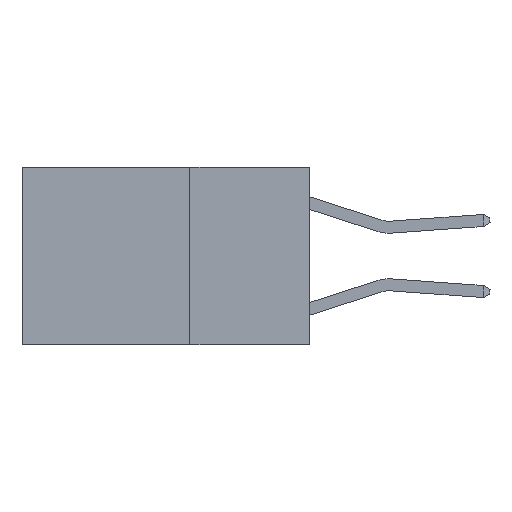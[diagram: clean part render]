
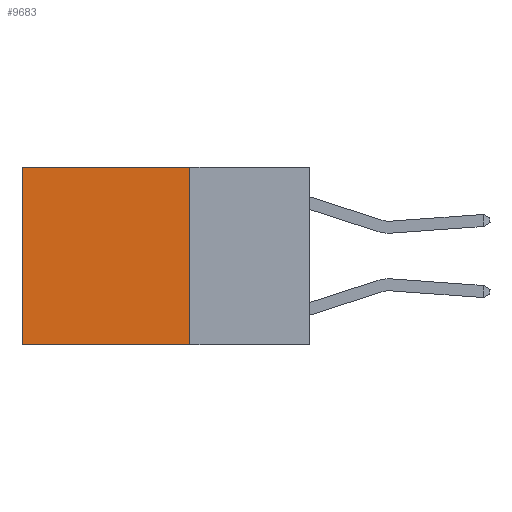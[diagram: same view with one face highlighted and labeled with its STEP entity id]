
A CAD part, left-side view. The second image highlights one B-rep face of the part: STEP entity #9683.
In plain terms, the highlighted planar face has unit normal (-1, 0, 0).
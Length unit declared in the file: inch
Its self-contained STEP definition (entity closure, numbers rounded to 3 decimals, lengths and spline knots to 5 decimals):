
#150 = CARTESIAN_POINT ( 'NONE',  ( 0.2625, 0.25, -0.37 ) ) ;
#336 = CARTESIAN_POINT ( 'NONE',  ( 0.2625, 0.6, -0.37 ) ) ;
#594 = VECTOR ( 'NONE', #15024, 39.37008 ) ;
#1867 = CARTESIAN_POINT ( 'NONE',  ( 0.2625, 0.25, 0. ) ) ;
#2237 = VERTEX_POINT ( 'NONE', #16566 ) ;
#2597 = EDGE_CURVE ( 'NONE', #11420, #2237, #10567, .T. ) ;
#3810 = VERTEX_POINT ( 'NONE', #336 ) ;
#4407 = PLANE ( 'NONE',  #8333 ) ;
#4449 = LINE ( 'NONE', #11702, #17819 ) ;
#6024 = DIRECTION ( 'NONE',  ( 0., 1., 0. ) ) ;
#6490 = CARTESIAN_POINT ( 'NONE',  ( 0.2625, 0.25, 0. ) ) ;
#6517 = EDGE_LOOP ( 'NONE', ( #7623, #18248, #7086, #8779 ) ) ;
#6562 = EDGE_CURVE ( 'NONE', #2237, #3810, #4449, .T. ) ;
#7086 = ORIENTED_EDGE ( 'NONE', *, *, #7392, .F. ) ;
#7127 = DIRECTION ( 'NONE',  ( 0., 0., -1. ) ) ;
#7134 = CARTESIAN_POINT ( 'NONE',  ( 0.2625, 0.25, 0. ) ) ;
#7220 = CARTESIAN_POINT ( 'NONE',  ( 0.2625, 0.25, -0.37 ) ) ;
#7392 = EDGE_CURVE ( 'NONE', #11420, #8429, #15859, .T. ) ;
#7623 = ORIENTED_EDGE ( 'NONE', *, *, #6562, .T. ) ;
#7997 = EDGE_CURVE ( 'NONE', #8429, #3810, #15880, .T. ) ;
#8333 = AXIS2_PLACEMENT_3D ( 'NONE', #7134, #17393, #8565 ) ;
#8429 = VERTEX_POINT ( 'NONE', #7220 ) ;
#8565 = DIRECTION ( 'NONE',  ( 0., 0., -1. ) ) ;
#8779 = ORIENTED_EDGE ( 'NONE', *, *, #2597, .T. ) ;
#9654 = VECTOR ( 'NONE', #6024, 39.37008 ) ;
#9683 = ADVANCED_FACE ( 'NONE', ( #17485 ), #4407, .F. ) ;
#10070 = CARTESIAN_POINT ( 'NONE',  ( 0.2625, 0.25, 0. ) ) ;
#10198 = DIRECTION ( 'NONE',  ( 0., 0., -1. ) ) ;
#10567 = LINE ( 'NONE', #1867, #594 ) ;
#11420 = VERTEX_POINT ( 'NONE', #6490 ) ;
#11702 = CARTESIAN_POINT ( 'NONE',  ( 0.2625, 0.6, 0. ) ) ;
#14809 = VECTOR ( 'NONE', #7127, 39.37008 ) ;
#15024 = DIRECTION ( 'NONE',  ( 0., 1., 0. ) ) ;
#15859 = LINE ( 'NONE', #10070, #14809 ) ;
#15880 = LINE ( 'NONE', #150, #9654 ) ;
#16566 = CARTESIAN_POINT ( 'NONE',  ( 0.2625, 0.6, 0. ) ) ;
#17393 = DIRECTION ( 'NONE',  ( 1., 0., 0. ) ) ;
#17485 = FACE_OUTER_BOUND ( 'NONE', #6517, .T. ) ;
#17819 = VECTOR ( 'NONE', #10198, 39.37008 ) ;
#18248 = ORIENTED_EDGE ( 'NONE', *, *, #7997, .F. ) ;
